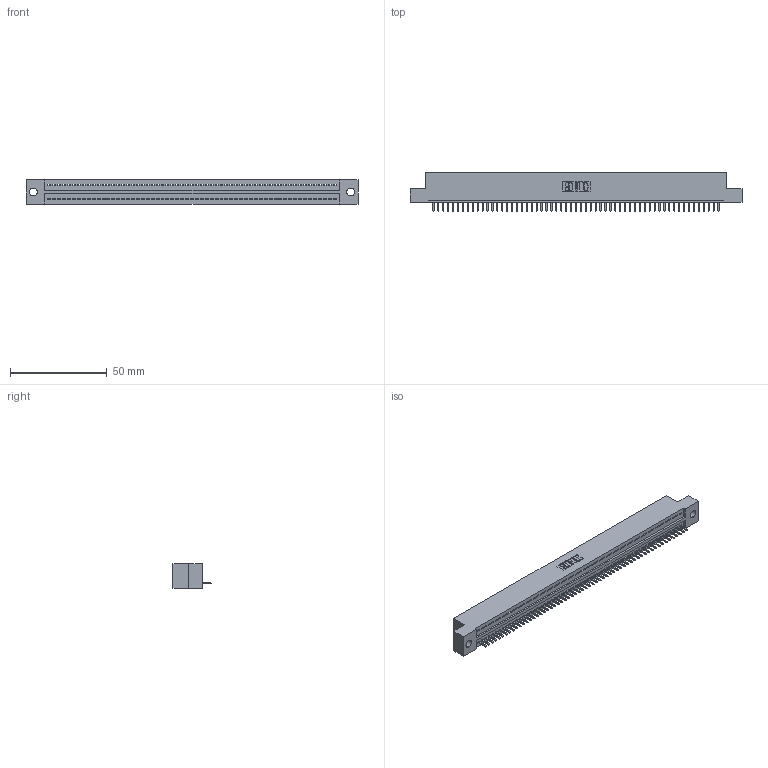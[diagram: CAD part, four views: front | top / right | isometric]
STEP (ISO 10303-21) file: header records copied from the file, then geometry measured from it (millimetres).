
FILE_DESCRIPTION (( 'STEP AP203' ), '1' );
FILE_NAME ('325-059-520-109.STEP', '2020-02-25T02:16:43', ( '' ), ( '' ), 'SwSTEP 2.0', 'SolidWorks 2016', '' );
FILE_SCHEMA (( 'CONFIG_CONTROL_DESIGN' ));
Length unit declared in the file: inch
Products named in the file (3): 325-059-520-109; 325-292-001_325-293-120; 325 Part_.160 TH
Assembly tree (60 placements, depth 2):
  325-059-520-109
    325 Part_.160 TH
    325-292-001_325-293-120  x59
Bounding box: 171.58 x 19.68 x 12.45 mm (x, y, z)
Volume: 21532.1 mm3; surface area: 23087.7 mm2
Topology: 60 solids, 60 shells, 3536 faces, 10695 edges, 7050 vertices
Faces by surface type: plane 2548, cylinder 988
Entity records: 33891 total; most frequent: CARTESIAN_POINT 5851, ORIENTED_EDGE 5846, DIRECTION 4901, EDGE_CURVE 2923, VECTOR 2795, LINE 2795, VERTEX_POINT 1946, AXIS2_PLACEMENT_3D 1053
